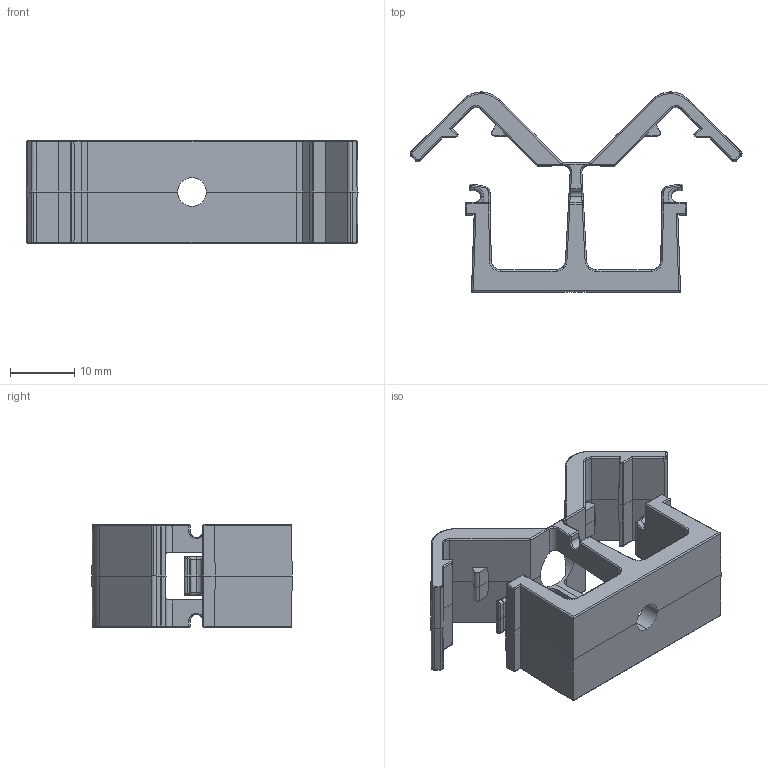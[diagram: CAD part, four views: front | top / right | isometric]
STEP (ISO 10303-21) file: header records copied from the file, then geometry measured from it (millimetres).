
FILE_DESCRIPTION (( 'STEP AP214' ), '1' );
FILE_NAME ('093401.STEP', '2014-08-19T09:52:41', ( '' ), ( '' ), 'SwSTEP 2.0', 'SolidWorks 2014', '' );
FILE_SCHEMA (( 'AUTOMOTIVE_DESIGN' ));
Length unit declared in the file: millimetre
Products named in the file (1): 093401
Bounding box: 51.73 x 31.2 x 16 mm (x, y, z)
Volume: 5576.1 mm3; surface area: 5166.6 mm2
Topology: 1 solids, 1 shells, 413 faces, 981 edges, 559 vertices
Faces by surface type: cylinder 174, plane 109, bspline 90, sphere 22, cone 12, torus 6
Entity records: 12420 total; most frequent: CARTESIAN_POINT 4084, ORIENTED_EDGE 1946, DIRECTION 1552, EDGE_CURVE 973, VERTEX_POINT 559, AXIS2_PLACEMENT_3D 551, VECTOR 450, LINE 450
